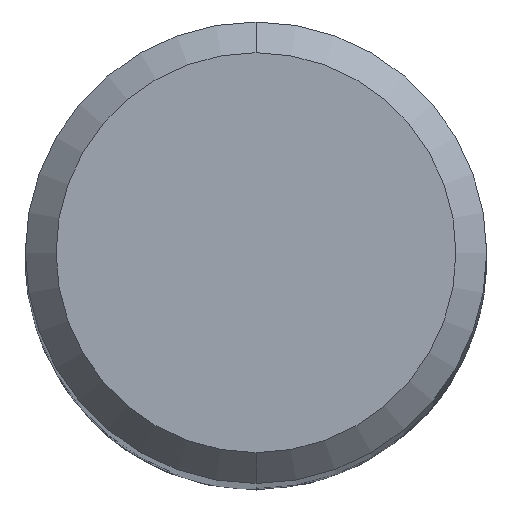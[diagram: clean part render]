
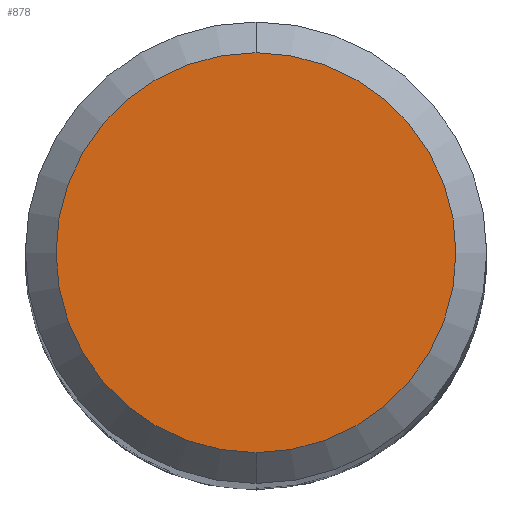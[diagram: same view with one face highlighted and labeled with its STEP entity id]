
A CAD part, top view. The second image highlights one B-rep face of the part: STEP entity #878.
In plain terms, the highlighted planar face has unit normal (0, 0, 1).
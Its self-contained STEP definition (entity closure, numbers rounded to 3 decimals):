
#648=VERTEX_POINT('',#1488);
#716=VERTEX_POINT('',#1563);
#748=EDGE_CURVE('',#716,#648,#1600,.T.);
#878=ADVANCED_FACE('',(#1741),#1742,.T.);
#1058=EDGE_CURVE('',#648,#716,#1943,.T.);
#1488=CARTESIAN_POINT('',(0.0,2.6,0.0));
#1563=CARTESIAN_POINT('',(0.,-2.6,0.0));
#1600=CIRCLE('',#4233,2.6);
#1741=FACE_OUTER_BOUND('',#4670,.T.);
#1742=PLANE('',#4671);
#1943=CIRCLE('',#6397,2.6);
#4233=AXIS2_PLACEMENT_3D('',#8315,#8316,#8317);
#4670=EDGE_LOOP('',(#8510,#8511));
#4671=AXIS2_PLACEMENT_3D('',#8512,#8513,#8514);
#6397=AXIS2_PLACEMENT_3D('',#8747,#8748,#8749);
#8315=CARTESIAN_POINT('',(0.0,0.0,0.0));
#8316=DIRECTION('',(0.0,0.0,-1.0));
#8317=DIRECTION('',(0.0,1.0,0.0));
#8510=ORIENTED_EDGE('',*,*,#1058,.F.);
#8511=ORIENTED_EDGE('',*,*,#748,.F.);
#8512=CARTESIAN_POINT('',(0.0,1.3,0.0));
#8513=DIRECTION('',(-0.0,0.0,1.0));
#8514=DIRECTION('',(0.0,-1.0,0.0));
#8747=CARTESIAN_POINT('',(0.0,0.0,0.0));
#8748=DIRECTION('',(0.0,0.0,-1.0));
#8749=DIRECTION('',(0.0,1.0,0.0));
